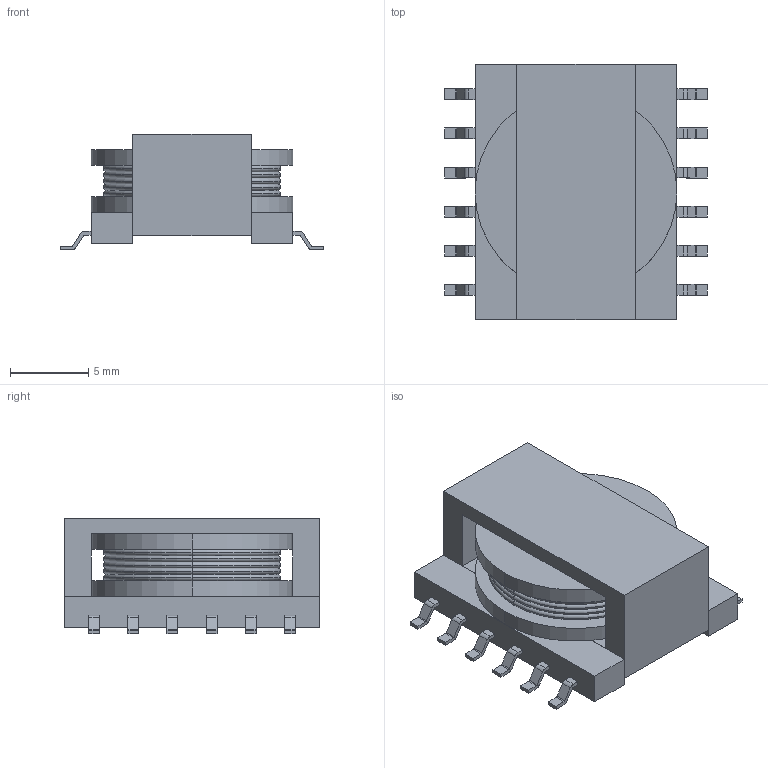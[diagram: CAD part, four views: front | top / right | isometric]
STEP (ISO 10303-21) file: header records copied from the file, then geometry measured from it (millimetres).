
FILE_DESCRIPTION((''),'2;1');
FILE_NAME('IND_COILCRAFT_HPH2.stp','2011-06-15T16:23:31',(''),(''),'Mechanical Desktop 2011','Mechanical Desktop 2011',', , ');
FILE_SCHEMA(('AUTOMOTIVE_DESIGN { 1 2 10303 214 1 1 1 1 }'));
Length unit declared in the file: millimetre
Products named in the file (1): Product
Bounding box: 16.8 x 16.3 x 7.39 mm (x, y, z)
Volume: 873.6 mm3; surface area: 1914.4 mm2
Topology: 22 solids, 22 shells, 218 faces, 532 edges, 348 vertices
Faces by surface type: bspline 96, plane 74, cylinder 28, torus 20
Entity records: 6754 total; most frequent: CARTESIAN_POINT 1723, ORIENTED_EDGE 1064, DIRECTION 922, EDGE_CURVE 532, VECTOR 388, LINE 388, VERTEX_POINT 348, AXIS2_PLACEMENT_3D 267
